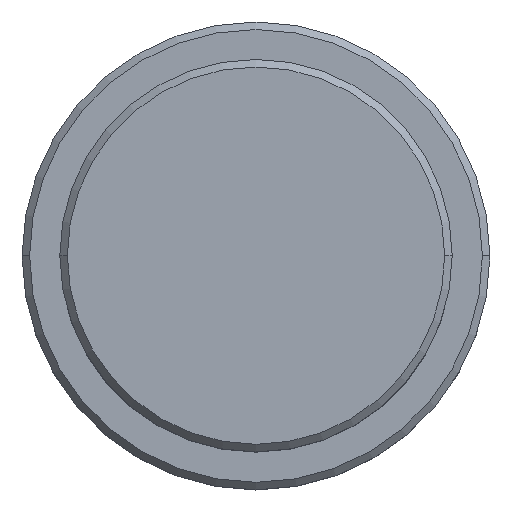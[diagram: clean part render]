
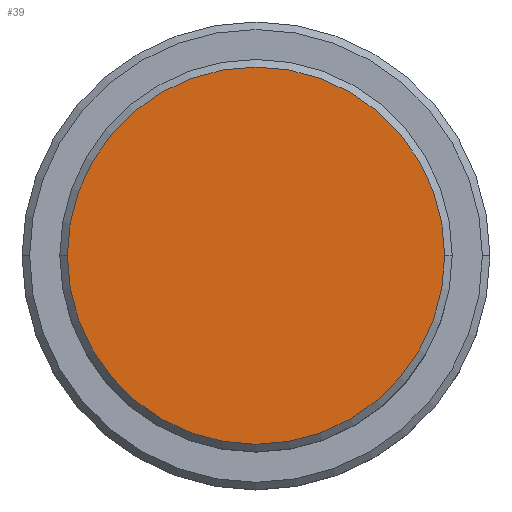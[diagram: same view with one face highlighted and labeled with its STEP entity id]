
A CAD part, top view. The second image highlights one B-rep face of the part: STEP entity #39.
In plain terms, the highlighted planar face has unit normal (0, 0, 1).
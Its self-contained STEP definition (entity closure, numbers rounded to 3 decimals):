
#2 = CARTESIAN_POINT ( 'NONE',  ( 12.5, 0., 0. ) ) ;
#39 = ADVANCED_FACE ( 'NONE', ( #138 ), #133, .T. ) ;
#84 = DIRECTION ( 'NONE',  ( 1., 0., 0. ) ) ;
#89 = DIRECTION ( 'NONE',  ( 0., 0., 1. ) ) ;
#133 = PLANE ( 'NONE',  #1329 ) ;
#138 = FACE_OUTER_BOUND ( 'NONE', #1395, .T. ) ;
#237 = DIRECTION ( 'NONE',  ( 1., 0., 0. ) ) ;
#335 = ORIENTED_EDGE ( 'NONE', *, *, #344, .T. ) ;
#344 = EDGE_CURVE ( 'NONE', #970, #615, #697, .T. ) ;
#465 = AXIS2_PLACEMENT_3D ( 'NONE', #1184, #89, #84 ) ;
#489 = CIRCLE ( 'NONE', #1332, 12.5 ) ;
#569 = CARTESIAN_POINT ( 'NONE',  ( 0., 0., 0. ) ) ;
#571 = EDGE_CURVE ( 'NONE', #615, #970, #489, .T. ) ;
#615 = VERTEX_POINT ( 'NONE', #2 ) ;
#654 = ORIENTED_EDGE ( 'NONE', *, *, #571, .T. ) ;
#697 = CIRCLE ( 'NONE', #465, 12.5 ) ;
#805 = CARTESIAN_POINT ( 'NONE',  ( -12.5, 0., 0. ) ) ;
#896 = DIRECTION ( 'NONE',  ( 0., 0., 1. ) ) ;
#970 = VERTEX_POINT ( 'NONE', #805 ) ;
#1184 = CARTESIAN_POINT ( 'NONE',  ( 0., 0., 0. ) ) ;
#1213 = DIRECTION ( 'NONE',  ( 1., 0., 0. ) ) ;
#1329 = AXIS2_PLACEMENT_3D ( 'NONE', #569, #896, #1213 ) ;
#1332 = AXIS2_PLACEMENT_3D ( 'NONE', #1344, #1360, #237 ) ;
#1344 = CARTESIAN_POINT ( 'NONE',  ( 0., 0., 0. ) ) ;
#1360 = DIRECTION ( 'NONE',  ( 0., 0., 1. ) ) ;
#1395 = EDGE_LOOP ( 'NONE', ( #335, #654 ) ) ;
